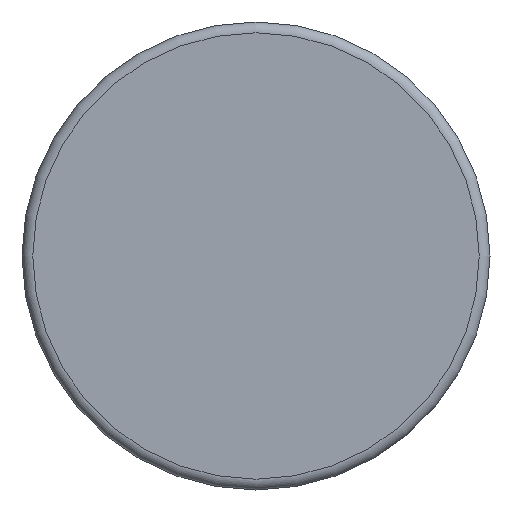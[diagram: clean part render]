
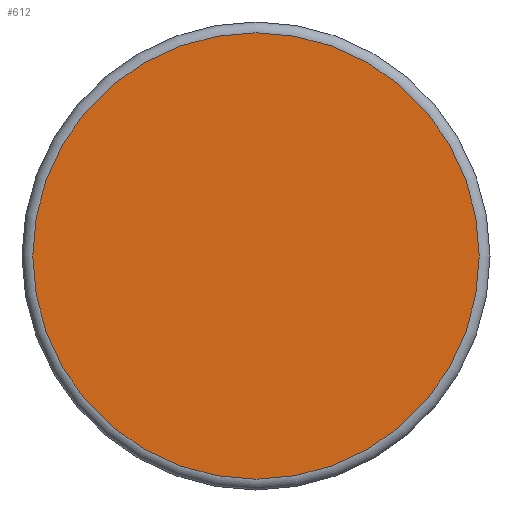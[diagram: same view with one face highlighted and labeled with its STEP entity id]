
A CAD part, front view. The second image highlights one B-rep face of the part: STEP entity #612.
In plain terms, the highlighted planar face has unit normal (0, -1, 0).
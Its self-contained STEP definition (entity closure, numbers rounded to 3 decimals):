
#47=PLANE('',#677);
#69=FACE_OUTER_BOUND('',#108,.T.);
#108=EDGE_LOOP('',(#397,#398));
#187=CIRCLE('',#678,6.2);
#188=CIRCLE('',#679,6.2);
#238=VERTEX_POINT('',#973);
#239=VERTEX_POINT('',#974);
#301=EDGE_CURVE('',#238,#239,#187,.T.);
#302=EDGE_CURVE('',#239,#238,#188,.T.);
#397=ORIENTED_EDGE('',*,*,#301,.F.);
#398=ORIENTED_EDGE('',*,*,#302,.F.);
#612=ADVANCED_FACE('',(#69),#47,.T.);
#677=AXIS2_PLACEMENT_3D('',#972,#780,#781);
#678=AXIS2_PLACEMENT_3D('',#975,#782,#783);
#679=AXIS2_PLACEMENT_3D('',#976,#784,#785);
#780=DIRECTION('center_axis',(0.,-1.,0.));
#781=DIRECTION('ref_axis',(0.,0.,-1.));
#782=DIRECTION('center_axis',(0.,1.,0.));
#783=DIRECTION('ref_axis',(-1.,0.,0.));
#784=DIRECTION('center_axis',(0.,1.,0.));
#785=DIRECTION('ref_axis',(-1.,0.,0.));
#972=CARTESIAN_POINT('Origin',(-3.1,0.,0.));
#973=CARTESIAN_POINT('',(-6.2,0.,0.));
#974=CARTESIAN_POINT('',(0.,0.,-6.2));
#975=CARTESIAN_POINT('Origin',(0.,0.,0.));
#976=CARTESIAN_POINT('Origin',(0.,0.,0.));
